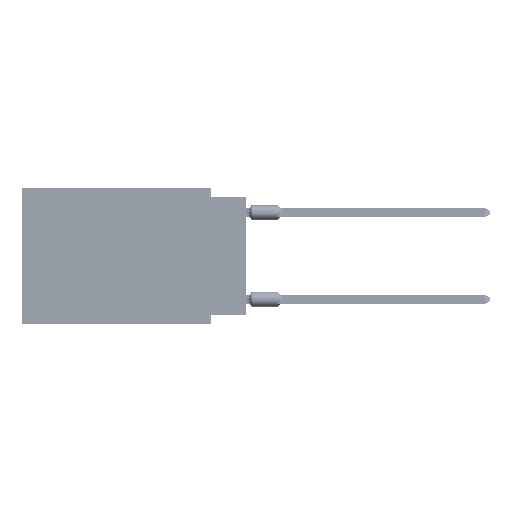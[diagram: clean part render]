
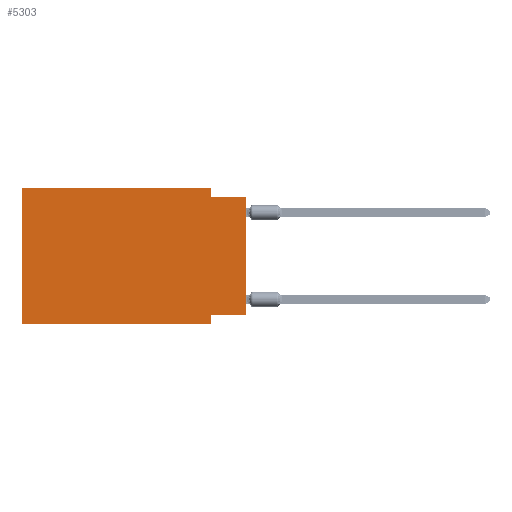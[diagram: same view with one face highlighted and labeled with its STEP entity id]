
A CAD part, left-side view. The second image highlights one B-rep face of the part: STEP entity #5303.
In plain terms, the highlighted planar face has unit normal (-1, 0, 0).
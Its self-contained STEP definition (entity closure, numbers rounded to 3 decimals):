
#2815 = DIRECTION ( 'NONE',  ( 0., 0., 1. ) ) ;
#3512 = CARTESIAN_POINT ( 'NONE',  ( 0., 2.54, 0. ) ) ;
#3732 = EDGE_CURVE ( 'NONE', #4652, #52529, #33366, .T. ) ;
#4652 = VERTEX_POINT ( 'NONE', #28535 ) ;
#5303 = ADVANCED_FACE ( 'NONE', ( #14349 ), #78598, .F. ) ;
#5308 = LINE ( 'NONE', #30953, #19930 ) ;
#6511 = ORIENTED_EDGE ( 'NONE', *, *, #42850, .T. ) ;
#6608 = ORIENTED_EDGE ( 'NONE', *, *, #3732, .F. ) ;
#7873 = ORIENTED_EDGE ( 'NONE', *, *, #61793, .F. ) ;
#8056 = CARTESIAN_POINT ( 'NONE',  ( 0., 16.383, 0. ) ) ;
#9635 = CARTESIAN_POINT ( 'NONE',  ( 0., 0., -0.635 ) ) ;
#11757 = VECTOR ( 'NONE', #2815, 1000. ) ;
#12118 = VERTEX_POINT ( 'NONE', #43655 ) ;
#13727 = VECTOR ( 'NONE', #79285, 1000. ) ;
#14349 = FACE_OUTER_BOUND ( 'NONE', #82880, .T. ) ;
#14441 = AXIS2_PLACEMENT_3D ( 'NONE', #8056, #26121, #59308 ) ;
#15032 = CARTESIAN_POINT ( 'NONE',  ( 0., 2.54, -0.635 ) ) ;
#19930 = VECTOR ( 'NONE', #56577, 1000. ) ;
#21037 = CARTESIAN_POINT ( 'NONE',  ( 0., 16.383, -9.906 ) ) ;
#23291 = CARTESIAN_POINT ( 'NONE',  ( 0., 16.383, 0. ) ) ;
#24754 = CARTESIAN_POINT ( 'NONE',  ( 0., 16.383, 0. ) ) ;
#25651 = DIRECTION ( 'NONE',  ( 0., -1., 0. ) ) ;
#26119 = EDGE_CURVE ( 'NONE', #71588, #64692, #81011, .T. ) ;
#26121 = DIRECTION ( 'NONE',  ( 1., 0., 0. ) ) ;
#28535 = CARTESIAN_POINT ( 'NONE',  ( 0., 2.54, -9.271 ) ) ;
#30953 = CARTESIAN_POINT ( 'NONE',  ( 0., 0., -9.271 ) ) ;
#32593 = EDGE_CURVE ( 'NONE', #63347, #71588, #72981, .T. ) ;
#32906 = VECTOR ( 'NONE', #25651, 1000. ) ;
#33366 = LINE ( 'NONE', #71564, #53149 ) ;
#34784 = LINE ( 'NONE', #60399, #11757 ) ;
#36392 = EDGE_CURVE ( 'NONE', #72540, #52529, #77716, .T. ) ;
#37343 = VECTOR ( 'NONE', #79394, 1000. ) ;
#40068 = VECTOR ( 'NONE', #71655, 1000. ) ;
#40092 = DIRECTION ( 'NONE',  ( 0., 0., -1. ) ) ;
#42850 = EDGE_CURVE ( 'NONE', #12118, #51501, #34784, .T. ) ;
#43260 = LINE ( 'NONE', #24754, #48656 ) ;
#43655 = CARTESIAN_POINT ( 'NONE',  ( 0., 0., -9.271 ) ) ;
#43951 = CARTESIAN_POINT ( 'NONE',  ( 0., 16.383, -9.906 ) ) ;
#44466 = LINE ( 'NONE', #56276, #40068 ) ;
#48656 = VECTOR ( 'NONE', #68861, 1000. ) ;
#51501 = VERTEX_POINT ( 'NONE', #9635 ) ;
#52529 = VERTEX_POINT ( 'NONE', #64561 ) ;
#53149 = VECTOR ( 'NONE', #40092, 1000. ) ;
#53445 = ORIENTED_EDGE ( 'NONE', *, *, #55180, .F. ) ;
#53977 = ORIENTED_EDGE ( 'NONE', *, *, #66954, .F. ) ;
#55180 = EDGE_CURVE ( 'NONE', #12118, #4652, #5308, .T. ) ;
#56276 = CARTESIAN_POINT ( 'NONE',  ( 0., 0., -0.635 ) ) ;
#56577 = DIRECTION ( 'NONE',  ( 0., 1., 0. ) ) ;
#57250 = ORIENTED_EDGE ( 'NONE', *, *, #26119, .F. ) ;
#59308 = DIRECTION ( 'NONE',  ( 0., 0., -1. ) ) ;
#60399 = CARTESIAN_POINT ( 'NONE',  ( 0., 0., 0. ) ) ;
#61793 = EDGE_CURVE ( 'NONE', #72540, #63347, #43260, .T. ) ;
#63347 = VERTEX_POINT ( 'NONE', #23291 ) ;
#64561 = CARTESIAN_POINT ( 'NONE',  ( 0., 2.54, -9.906 ) ) ;
#64692 = VERTEX_POINT ( 'NONE', #15032 ) ;
#66583 = ORIENTED_EDGE ( 'NONE', *, *, #36392, .T. ) ;
#66954 = EDGE_CURVE ( 'NONE', #64692, #51501, #44466, .T. ) ;
#67621 = CARTESIAN_POINT ( 'NONE',  ( 0., 2.54, 0. ) ) ;
#68861 = DIRECTION ( 'NONE',  ( 0., 0., 1. ) ) ;
#71564 = CARTESIAN_POINT ( 'NONE',  ( 0., 2.54, -9.906 ) ) ;
#71588 = VERTEX_POINT ( 'NONE', #3512 ) ;
#71655 = DIRECTION ( 'NONE',  ( 0., -1., 0. ) ) ;
#72540 = VERTEX_POINT ( 'NONE', #43951 ) ;
#72981 = LINE ( 'NONE', #73804, #13727 ) ;
#73804 = CARTESIAN_POINT ( 'NONE',  ( 0., 16.383, 0. ) ) ;
#76683 = ORIENTED_EDGE ( 'NONE', *, *, #32593, .F. ) ;
#77716 = LINE ( 'NONE', #21037, #32906 ) ;
#78598 = PLANE ( 'NONE',  #14441 ) ;
#79285 = DIRECTION ( 'NONE',  ( 0., -1., 0. ) ) ;
#79394 = DIRECTION ( 'NONE',  ( 0., 0., -1. ) ) ;
#81011 = LINE ( 'NONE', #67621, #37343 ) ;
#82880 = EDGE_LOOP ( 'NONE', ( #6511, #53977, #57250, #76683, #7873, #66583, #6608, #53445 ) ) ;
